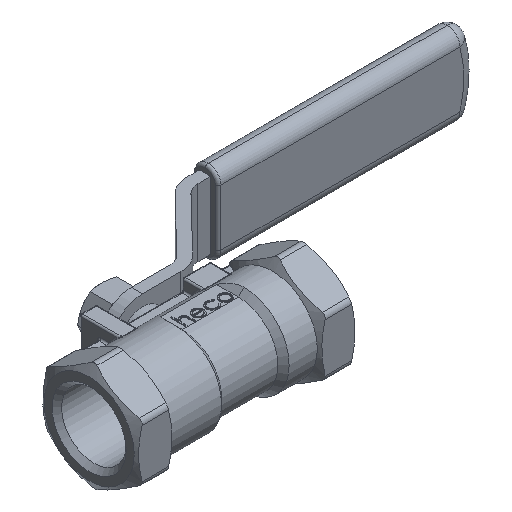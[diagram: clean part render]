
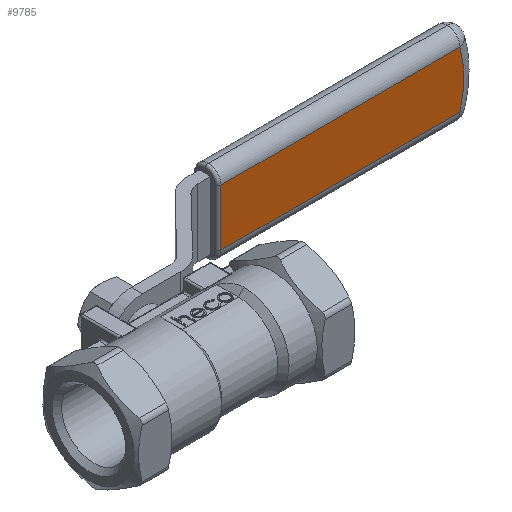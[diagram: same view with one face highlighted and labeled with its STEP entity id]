
A CAD part, isometric view. The second image highlights one B-rep face of the part: STEP entity #9785.
In plain terms, the highlighted planar face has unit normal (0, -1, 0).
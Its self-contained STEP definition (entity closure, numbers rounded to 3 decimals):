
#9695 = EDGE_CURVE ( 'NONE', #11290, #14161, #24337, .T. ) ;
#9696 = EDGE_CURVE ( 'NONE', #14161, #10505, #24344, .T. ) ;
#9697 = EDGE_CURVE ( 'NONE', #10505, #14038, #24352, .T. ) ;
#9698 = EDGE_CURVE ( 'NONE', #14038, #11290, #23854, .T. ) ;
#9785 = ADVANCED_FACE ( 'NONE', ( #14556 ), #14541, .F. ) ;
#10505 = VERTEX_POINT ( 'NONE', #30843 ) ;
#11290 = VERTEX_POINT ( 'NONE', #31260 ) ;
#14038 = VERTEX_POINT ( 'NONE', #31589 ) ;
#14161 = VERTEX_POINT ( 'NONE', #31620 ) ;
#14541 = PLANE ( 'NONE',  #18843 ) ;
#14556 = FACE_OUTER_BOUND ( 'NONE', #33562, .T. ) ;
#14566 = CARTESIAN_POINT ( 'NONE',  ( 70., 20.75, 7.25 ) ) ;
#14567 = DIRECTION ( 'NONE',  ( 0., 1., 0. ) ) ;
#14568 = DIRECTION ( 'NONE',  ( -1., 0., 0. ) ) ;
#18843 = AXIS2_PLACEMENT_3D ( 'NONE', #14566, #14567, #14568 ) ;
#23835 = VECTOR ( 'NONE', #24351, 1000. ) ;
#23850 = VECTOR ( 'NONE', #24349, 1000. ) ;
#23853 = VECTOR ( 'NONE', #24354, 1000. ) ;
#23854 = CIRCLE ( 'NONE', #23856, 17.751 ) ;
#23856 = AXIS2_PLACEMENT_3D ( 'NONE', #24357, #24358, #24359 ) ;
#24337 = LINE ( 'NONE', #24338, #23850 ) ;
#24338 = CARTESIAN_POINT ( 'NONE',  ( 70., 20.75, 5.001 ) ) ;
#24344 = LINE ( 'NONE', #24350, #23835 ) ;
#24349 = DIRECTION ( 'NONE',  ( -1., 0., 0. ) ) ;
#24350 = CARTESIAN_POINT ( 'NONE',  ( 24.629, 20.75, 7.25 ) ) ;
#24351 = DIRECTION ( 'NONE',  ( 0., 0., -1. ) ) ;
#24352 = LINE ( 'NONE', #24353, #23853 ) ;
#24353 = CARTESIAN_POINT ( 'NONE',  ( 68.64, 20.75, -5.001 ) ) ;
#24354 = DIRECTION ( 'NONE',  ( 1., 0., 0. ) ) ;
#24357 = CARTESIAN_POINT ( 'NONE',  ( 50., 20.75, 0. ) ) ;
#24358 = DIRECTION ( 'NONE',  ( 0., -1., 0. ) ) ;
#24359 = DIRECTION ( 'NONE',  ( -1., 0., 0. ) ) ;
#30843 = CARTESIAN_POINT ( 'NONE',  ( 24.629, 20.75, -5.001 ) ) ;
#31260 = CARTESIAN_POINT ( 'NONE',  ( 67.032, 20.75, 5.001 ) ) ;
#31589 = CARTESIAN_POINT ( 'NONE',  ( 67.032, 20.75, -5.001 ) ) ;
#31620 = CARTESIAN_POINT ( 'NONE',  ( 24.629, 20.75, 5.001 ) ) ;
#32024 = ORIENTED_EDGE ( 'NONE', *, *, #9698, .T. ) ;
#32025 = ORIENTED_EDGE ( 'NONE', *, *, #9697, .T. ) ;
#32027 = ORIENTED_EDGE ( 'NONE', *, *, #9696, .T. ) ;
#32028 = ORIENTED_EDGE ( 'NONE', *, *, #9695, .T. ) ;
#33562 = EDGE_LOOP ( 'NONE', ( #32028, #32027, #32025, #32024 ) ) ;
